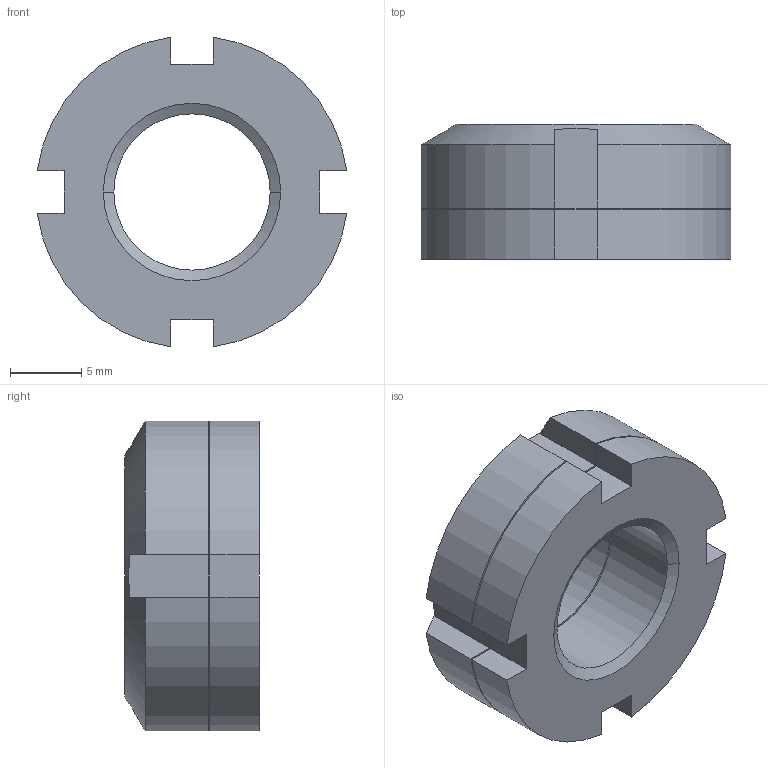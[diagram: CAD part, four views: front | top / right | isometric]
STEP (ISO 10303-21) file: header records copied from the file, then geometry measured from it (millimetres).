
FILE_DESCRIPTION((''),'2;1');
FILE_NAME('1RSTD0123____0','2019-10-29T15:16:32',('kim.bk'),(''),'CREO PARAMETRIC BY PTC INC, 2019010','CREO PARAMETRIC BY PTC INC, 2019010','');
FILE_SCHEMA(('CONFIG_CONTROL_DESIGN'));
Length unit declared in the file: millimetre
Products named in the file (1): 1RSTD0123____0
Bounding box: 21.79 x 9.5 x 21.79 mm (x, y, z)
Volume: 2348.5 mm3; surface area: 2306.7 mm2
Topology: 2 solids, 2 shells, 349 faces, 977 edges, 650 vertices
Faces by surface type: plane 327, cylinder 12, cone 10
Entity records: 11087 total; most frequent: CARTESIAN_POINT 2030, ORIENTED_EDGE 1954, DIRECTION 1699, EDGE_CURVE 977, VECTOR 925, LINE 925, VERTEX_POINT 650, AXIS2_PLACEMENT_3D 387
